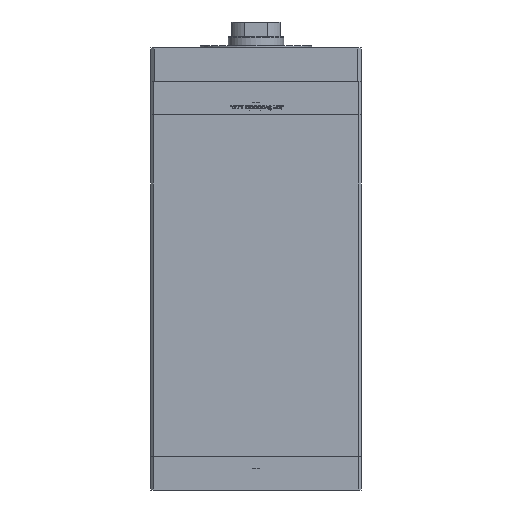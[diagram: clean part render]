
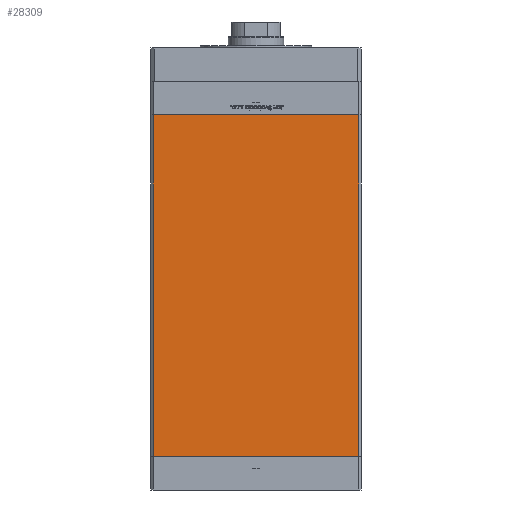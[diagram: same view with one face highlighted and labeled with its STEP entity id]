
A CAD part, front view. The second image highlights one B-rep face of the part: STEP entity #28309.
In plain terms, the highlighted planar face has unit normal (0, -1, 0).
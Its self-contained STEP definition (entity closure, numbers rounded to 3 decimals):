
#74 = LINE ( 'NONE', #50181, #6567 ) ;
#2382 = CARTESIAN_POINT ( 'NONE',  ( 83., -72.5, 276. ) ) ;
#3349 = DIRECTION ( 'NONE',  ( 0., 0., -1. ) ) ;
#5810 = VERTEX_POINT ( 'NONE', #40375 ) ;
#6567 = VECTOR ( 'NONE', #20946, 1000. ) ;
#8180 = CARTESIAN_POINT ( 'NONE',  ( -83., -72.5, 276. ) ) ;
#9077 = EDGE_LOOP ( 'NONE', ( #35150, #35143, #34286, #34098 ) ) ;
#9300 = VECTOR ( 'NONE', #3349, 1000. ) ;
#10488 = CARTESIAN_POINT ( 'NONE',  ( -83., -72.5, 0. ) ) ;
#11442 = PLANE ( 'NONE',  #42229 ) ;
#17775 = VERTEX_POINT ( 'NONE', #28511 ) ;
#19815 = DIRECTION ( 'NONE',  ( 1., 0., 0. ) ) ;
#20946 = DIRECTION ( 'NONE',  ( 0., 0., -1. ) ) ;
#22222 = EDGE_CURVE ( 'NONE', #28866, #35472, #74, .T. ) ;
#22695 = DIRECTION ( 'NONE',  ( 1., 0., 0. ) ) ;
#24174 = FACE_OUTER_BOUND ( 'NONE', #9077, .T. ) ;
#28309 = ADVANCED_FACE ( 'NONE', ( #24174 ), #11442, .F. ) ;
#28511 = CARTESIAN_POINT ( 'NONE',  ( -83., -72.5, 276. ) ) ;
#28866 = VERTEX_POINT ( 'NONE', #2382 ) ;
#34098 = ORIENTED_EDGE ( 'NONE', *, *, #41020, .T. ) ;
#34286 = ORIENTED_EDGE ( 'NONE', *, *, #39169, .F. ) ;
#35143 = ORIENTED_EDGE ( 'NONE', *, *, #22222, .F. ) ;
#35150 = ORIENTED_EDGE ( 'NONE', *, *, #37255, .T. ) ;
#35472 = VERTEX_POINT ( 'NONE', #43503 ) ;
#36123 = LINE ( 'NONE', #52646, #9300 ) ;
#36613 = DIRECTION ( 'NONE',  ( 0., 0., 1. ) ) ;
#37178 = VECTOR ( 'NONE', #22695, 1000. ) ;
#37255 = EDGE_CURVE ( 'NONE', #5810, #35472, #39727, .T. ) ;
#39169 = EDGE_CURVE ( 'NONE', #17775, #28866, #44689, .T. ) ;
#39727 = LINE ( 'NONE', #10488, #37178 ) ;
#40375 = CARTESIAN_POINT ( 'NONE',  ( -83., -72.5, 0. ) ) ;
#41020 = EDGE_CURVE ( 'NONE', #17775, #5810, #36123, .T. ) ;
#42229 = AXIS2_PLACEMENT_3D ( 'NONE', #8180, #45530, #36613 ) ;
#43503 = CARTESIAN_POINT ( 'NONE',  ( 83., -72.5, 0. ) ) ;
#44689 = LINE ( 'NONE', #48224, #49072 ) ;
#45530 = DIRECTION ( 'NONE',  ( 0., 1., 0. ) ) ;
#48224 = CARTESIAN_POINT ( 'NONE',  ( -83., -72.5, 276. ) ) ;
#49072 = VECTOR ( 'NONE', #19815, 1000. ) ;
#50181 = CARTESIAN_POINT ( 'NONE',  ( 83., -72.5, 276. ) ) ;
#52646 = CARTESIAN_POINT ( 'NONE',  ( -83., -72.5, 276. ) ) ;
